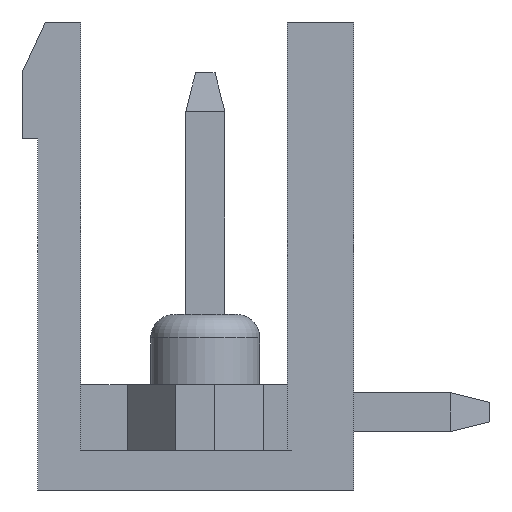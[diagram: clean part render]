
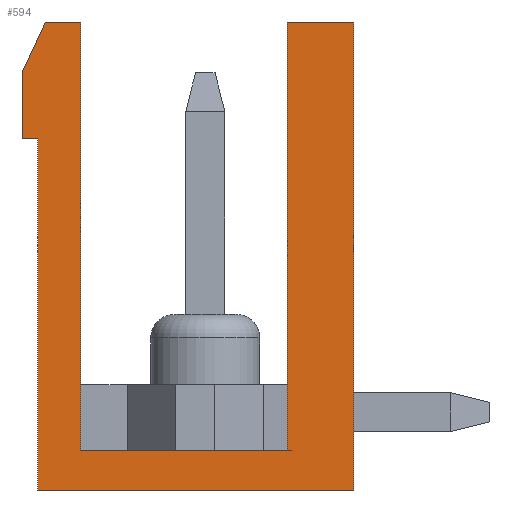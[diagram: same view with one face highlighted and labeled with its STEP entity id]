
A CAD part, left-side view. The second image highlights one B-rep face of the part: STEP entity #594.
In plain terms, the highlighted planar face has unit normal (-1, 0, 0).
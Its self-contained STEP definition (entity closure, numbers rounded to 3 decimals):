
#594 = ADVANCED_FACE( '', ( #1347 ), #1348, .T. );
#1347 = FACE_OUTER_BOUND( '', #2296, .T. );
#1348 = PLANE( '', #2297 );
#2296 = EDGE_LOOP( '', ( #3728, #3729, #3730, #3731, #3732, #3733, #3734, #3735, #3736, #3737, #3738 ) );
#2297 = AXIS2_PLACEMENT_3D( '', #3739, #3740, #3741 );
#3728 = ORIENTED_EDGE( '', *, *, #6319, .T. );
#3729 = ORIENTED_EDGE( '', *, *, #6234, .T. );
#3730 = ORIENTED_EDGE( '', *, *, #6320, .T. );
#3731 = ORIENTED_EDGE( '', *, *, #6321, .T. );
#3732 = ORIENTED_EDGE( '', *, *, #6322, .F. );
#3733 = ORIENTED_EDGE( '', *, *, #6323, .T. );
#3734 = ORIENTED_EDGE( '', *, *, #6324, .T. );
#3735 = ORIENTED_EDGE( '', *, *, #6325, .T. );
#3736 = ORIENTED_EDGE( '', *, *, #6326, .T. );
#3737 = ORIENTED_EDGE( '', *, *, #6327, .F. );
#3738 = ORIENTED_EDGE( '', *, *, #6328, .F. );
#3739 = CARTESIAN_POINT( '', ( -20., 0., 0. ) );
#3740 = DIRECTION( '', ( -1., 0., 0. ) );
#3741 = DIRECTION( '', ( 0., 0., 1. ) );
#6234 = EDGE_CURVE( '', #7655, #7653, #7656, .T. );
#6319 = EDGE_CURVE( '', #7787, #7655, #7788, .T. );
#6320 = EDGE_CURVE( '', #7653, #7789, #7790, .F. );
#6321 = EDGE_CURVE( '', #7789, #7791, #7792, .T. );
#6322 = EDGE_CURVE( '', #7793, #7791, #7794, .T. );
#6323 = EDGE_CURVE( '', #7793, #7795, #7796, .T. );
#6324 = EDGE_CURVE( '', #7795, #7797, #7798, .T. );
#6325 = EDGE_CURVE( '', #7797, #7799, #7800, .T. );
#6326 = EDGE_CURVE( '', #7799, #7801, #7802, .T. );
#6327 = EDGE_CURVE( '', #7803, #7801, #7804, .T. );
#6328 = EDGE_CURVE( '', #7787, #7803, #7805, .T. );
#7653 = VERTEX_POINT( '', #9639 );
#7655 = VERTEX_POINT( '', #9642 );
#7656 = LINE( '', #9643, #9644 );
#7787 = VERTEX_POINT( '', #9839 );
#7788 = LINE( '', #9840, #9841 );
#7789 = VERTEX_POINT( '', #9842 );
#7790 = LINE( '', #9843, #9844 );
#7791 = VERTEX_POINT( '', #9845 );
#7792 = LINE( '', #9846, #9847 );
#7793 = VERTEX_POINT( '', #9848 );
#7794 = LINE( '', #9849, #9850 );
#7795 = VERTEX_POINT( '', #9851 );
#7796 = LINE( '', #9852, #9853 );
#7797 = VERTEX_POINT( '', #9854 );
#7798 = LINE( '', #9855, #9856 );
#7799 = VERTEX_POINT( '', #9857 );
#7800 = LINE( '', #9858, #9859 );
#7801 = VERTEX_POINT( '', #9860 );
#7802 = LINE( '', #9861, #9862 );
#7803 = VERTEX_POINT( '', #9863 );
#7804 = LINE( '', #9864, #9865 );
#7805 = LINE( '', #9866, #9867 );
#9639 = CARTESIAN_POINT( '', ( -20., 3.65, 6. ) );
#9642 = CARTESIAN_POINT( '', ( -20., 2.75, 6. ) );
#9643 = CARTESIAN_POINT( '', ( -20., -4.25, 6. ) );
#9644 = VECTOR( '', #11556, 1000. );
#9839 = CARTESIAN_POINT( '', ( -20., 2.75, -5. ) );
#9840 = CARTESIAN_POINT( '', ( -20., 2.75, -5. ) );
#9841 = VECTOR( '', #11627, 1000. );
#9842 = CARTESIAN_POINT( '', ( -20., 4.25, 4.7 ) );
#9843 = CARTESIAN_POINT( '', ( -20., 5.292, 2.442 ) );
#9844 = VECTOR( '', #11628, 1000. );
#9845 = CARTESIAN_POINT( '', ( -20., 4.25, 3. ) );
#9846 = CARTESIAN_POINT( '', ( -20., 4.25, 6. ) );
#9847 = VECTOR( '', #11629, 1000. );
#9848 = CARTESIAN_POINT( '', ( -20., 3.85, 3. ) );
#9849 = CARTESIAN_POINT( '', ( -20., 3.85, 3. ) );
#9850 = VECTOR( '', #11630, 1000. );
#9851 = CARTESIAN_POINT( '', ( -20., 3.85, -6. ) );
#9852 = CARTESIAN_POINT( '', ( -20., 3.85, 3. ) );
#9853 = VECTOR( '', #11631, 1000. );
#9854 = CARTESIAN_POINT( '', ( -20., -4.25, -6. ) );
#9855 = CARTESIAN_POINT( '', ( -20., 4.25, -6. ) );
#9856 = VECTOR( '', #11632, 1000. );
#9857 = CARTESIAN_POINT( '', ( -20., -4.25, 6. ) );
#9858 = CARTESIAN_POINT( '', ( -20., -4.25, -6. ) );
#9859 = VECTOR( '', #11633, 1000. );
#9860 = CARTESIAN_POINT( '', ( -20., -2.55, 6. ) );
#9861 = CARTESIAN_POINT( '', ( -20., -4.25, 6. ) );
#9862 = VECTOR( '', #11634, 1000. );
#9863 = CARTESIAN_POINT( '', ( -20., -2.55, -5. ) );
#9864 = CARTESIAN_POINT( '', ( -20., -2.55, -5. ) );
#9865 = VECTOR( '', #11635, 1000. );
#9866 = CARTESIAN_POINT( '', ( -20., 2.75, -5. ) );
#9867 = VECTOR( '', #11636, 1000. );
#11556 = DIRECTION( '', ( 0., 1., 0. ) );
#11627 = DIRECTION( '', ( 0., 0., 1. ) );
#11628 = DIRECTION( '', ( 0., -0.419, 0.908 ) );
#11629 = DIRECTION( '', ( 0., 0., -1. ) );
#11630 = DIRECTION( '', ( 0., 1., 0. ) );
#11631 = DIRECTION( '', ( 0., 0., -1. ) );
#11632 = DIRECTION( '', ( 0., -1., 0. ) );
#11633 = DIRECTION( '', ( 0., 0., 1. ) );
#11634 = DIRECTION( '', ( 0., 1., 0. ) );
#11635 = DIRECTION( '', ( 0., 0., 1. ) );
#11636 = DIRECTION( '', ( 0., -1., 0. ) );
